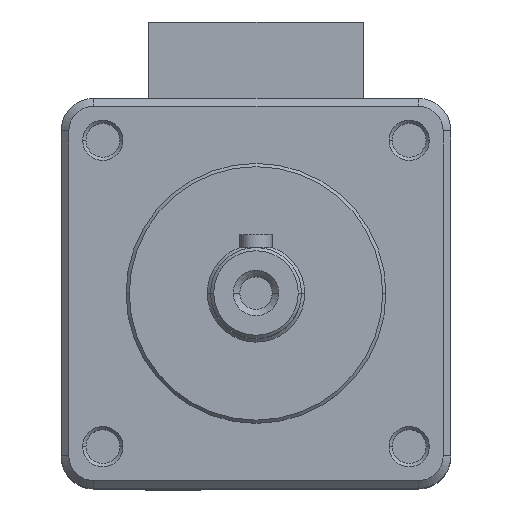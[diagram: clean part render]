
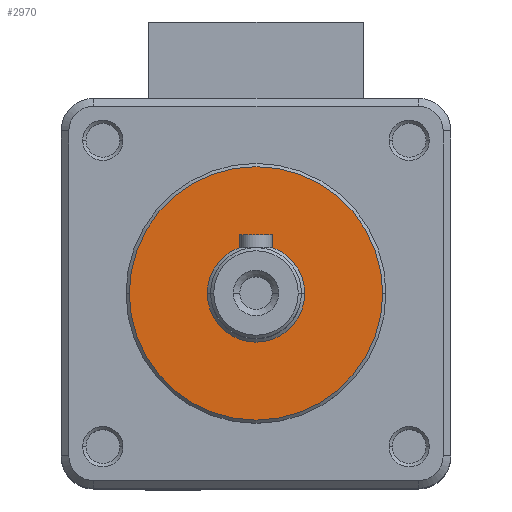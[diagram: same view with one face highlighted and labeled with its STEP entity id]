
A CAD part, top view. The second image highlights one B-rep face of the part: STEP entity #2970.
In plain terms, the highlighted planar face has unit normal (0, 0, 1).
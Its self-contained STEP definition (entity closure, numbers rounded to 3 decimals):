
#153 = CARTESIAN_POINT ( 'NONE',  ( 0., 0., 60.5 ) ) ;
#285 = CIRCLE ( 'NONE', #1057, 7.5 ) ;
#320 = DIRECTION ( 'NONE',  ( 1., 0., 0. ) ) ;
#406 = ORIENTED_EDGE ( 'NONE', *, *, #771, .F. ) ;
#522 = VERTEX_POINT ( 'NONE', #4053 ) ;
#656 = ORIENTED_EDGE ( 'NONE', *, *, #1741, .F. ) ;
#686 = FACE_BOUND ( 'NONE', #3377, .T. ) ;
#713 = DIRECTION ( 'NONE',  ( 1., 0., 0. ) ) ;
#771 = EDGE_CURVE ( 'NONE', #522, #4451, #2165, .T. ) ;
#994 = DIRECTION ( 'NONE',  ( 0., 0., 1. ) ) ;
#1057 = AXIS2_PLACEMENT_3D ( 'NONE', #3359, #2835, #1442 ) ;
#1092 = AXIS2_PLACEMENT_3D ( 'NONE', #4153, #5981, #320 ) ;
#1103 = DIRECTION ( 'NONE',  ( 0., 0., 1. ) ) ;
#1203 = DIRECTION ( 'NONE',  ( 0., 0., 1. ) ) ;
#1405 = CARTESIAN_POINT ( 'NONE',  ( 0., 0., 60.5 ) ) ;
#1442 = DIRECTION ( 'NONE',  ( 1., 0., 0. ) ) ;
#1741 = EDGE_CURVE ( 'NONE', #4451, #522, #285, .T. ) ;
#2037 = ORIENTED_EDGE ( 'NONE', *, *, #5305, .T. ) ;
#2108 = CIRCLE ( 'NONE', #5082, 19.5 ) ;
#2165 = CIRCLE ( 'NONE', #1092, 7.5 ) ;
#2384 = DIRECTION ( 'NONE',  ( 1., 0., 0. ) ) ;
#2681 = CARTESIAN_POINT ( 'NONE',  ( 0., 0., 60.5 ) ) ;
#2692 = ORIENTED_EDGE ( 'NONE', *, *, #3052, .T. ) ;
#2835 = DIRECTION ( 'NONE',  ( 0., 0., 1. ) ) ;
#2970 = ADVANCED_FACE ( 'NONE', ( #5050, #686 ), #3491, .T. ) ;
#3052 = EDGE_CURVE ( 'NONE', #3727, #3370, #3102, .T. ) ;
#3102 = CIRCLE ( 'NONE', #5781, 19.5 ) ;
#3109 = CARTESIAN_POINT ( 'NONE',  ( -7.5, 0., 60.5 ) ) ;
#3137 = CARTESIAN_POINT ( 'NONE',  ( 19.5, 0., 60.5 ) ) ;
#3359 = CARTESIAN_POINT ( 'NONE',  ( 0., 0., 60.5 ) ) ;
#3370 = VERTEX_POINT ( 'NONE', #5354 ) ;
#3377 = EDGE_LOOP ( 'NONE', ( #656, #406 ) ) ;
#3491 = PLANE ( 'NONE',  #4821 ) ;
#3727 = VERTEX_POINT ( 'NONE', #3137 ) ;
#4053 = CARTESIAN_POINT ( 'NONE',  ( 7.5, 0., 60.5 ) ) ;
#4153 = CARTESIAN_POINT ( 'NONE',  ( 0., 0., 60.5 ) ) ;
#4437 = DIRECTION ( 'NONE',  ( 1., 0., 0. ) ) ;
#4451 = VERTEX_POINT ( 'NONE', #3109 ) ;
#4821 = AXIS2_PLACEMENT_3D ( 'NONE', #153, #1103, #4437 ) ;
#5050 = FACE_OUTER_BOUND ( 'NONE', #5211, .T. ) ;
#5082 = AXIS2_PLACEMENT_3D ( 'NONE', #1405, #994, #2384 ) ;
#5211 = EDGE_LOOP ( 'NONE', ( #2037, #2692 ) ) ;
#5305 = EDGE_CURVE ( 'NONE', #3370, #3727, #2108, .T. ) ;
#5354 = CARTESIAN_POINT ( 'NONE',  ( -19.5, 0., 60.5 ) ) ;
#5781 = AXIS2_PLACEMENT_3D ( 'NONE', #2681, #1203, #713 ) ;
#5981 = DIRECTION ( 'NONE',  ( 0., 0., 1. ) ) ;
